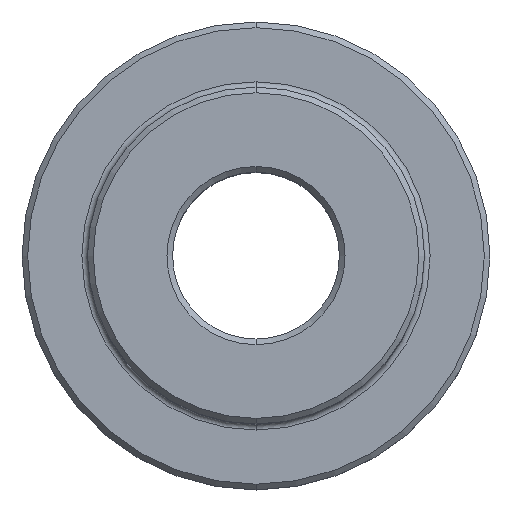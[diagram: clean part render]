
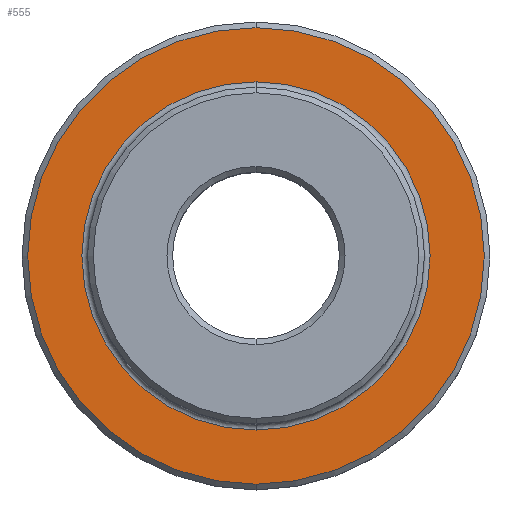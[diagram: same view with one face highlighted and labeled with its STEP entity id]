
A CAD part, top view. The second image highlights one B-rep face of the part: STEP entity #555.
In plain terms, the highlighted planar face has unit normal (0, 0, 1).
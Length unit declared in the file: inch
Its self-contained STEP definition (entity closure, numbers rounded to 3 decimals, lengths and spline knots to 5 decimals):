
#7 = AXIS2_PLACEMENT_3D ( 'NONE', #465, #514, #128 ) ;
#29 = DIRECTION ( 'NONE',  ( 0., -1., 0. ) ) ;
#32 = CARTESIAN_POINT ( 'NONE',  ( 0., -0.21345, -0.0625 ) ) ;
#36 = DIRECTION ( 'NONE',  ( 0., 0., 1. ) ) ;
#56 = EDGE_LOOP ( 'NONE', ( #143, #585 ) ) ;
#58 = DIRECTION ( 'NONE',  ( 0., -1., 0. ) ) ;
#60 = CIRCLE ( 'NONE', #243, 0.21345 ) ;
#70 = AXIS2_PLACEMENT_3D ( 'NONE', #242, #477, #58 ) ;
#80 = VERTEX_POINT ( 'NONE', #422 ) ;
#82 = CIRCLE ( 'NONE', #70, 0.1628 ) ;
#120 = CIRCLE ( 'NONE', #216, 0.21345 ) ;
#128 = DIRECTION ( 'NONE',  ( 0., -1., 0. ) ) ;
#133 = VERTEX_POINT ( 'NONE', #32 ) ;
#143 = ORIENTED_EDGE ( 'NONE', *, *, #438, .T. ) ;
#146 = AXIS2_PLACEMENT_3D ( 'NONE', #516, #331, #29 ) ;
#148 = ORIENTED_EDGE ( 'NONE', *, *, #403, .T. ) ;
#185 = EDGE_CURVE ( 'NONE', #624, #484, #359, .T. ) ;
#194 = EDGE_LOOP ( 'NONE', ( #148, #502 ) ) ;
#199 = FACE_BOUND ( 'NONE', #56, .T. ) ;
#205 = EDGE_CURVE ( 'NONE', #133, #80, #60, .T. ) ;
#216 = AXIS2_PLACEMENT_3D ( 'NONE', #602, #501, #599 ) ;
#242 = CARTESIAN_POINT ( 'NONE',  ( 0., 0., -0.0625 ) ) ;
#243 = AXIS2_PLACEMENT_3D ( 'NONE', #290, #36, #622 ) ;
#259 = FACE_OUTER_BOUND ( 'NONE', #194, .T. ) ;
#290 = CARTESIAN_POINT ( 'NONE',  ( 0., 0., -0.0625 ) ) ;
#331 = DIRECTION ( 'NONE',  ( 0., 0., -1. ) ) ;
#357 = CARTESIAN_POINT ( 'NONE',  ( 0., -0.1628, -0.0625 ) ) ;
#358 = PLANE ( 'NONE',  #7 ) ;
#359 = CIRCLE ( 'NONE', #146, 0.1628 ) ;
#403 = EDGE_CURVE ( 'NONE', #80, #133, #120, .T. ) ;
#422 = CARTESIAN_POINT ( 'NONE',  ( 0., 0.21345, -0.0625 ) ) ;
#438 = EDGE_CURVE ( 'NONE', #484, #624, #82, .T. ) ;
#465 = CARTESIAN_POINT ( 'NONE',  ( 0., -0.1575, -0.0625 ) ) ;
#477 = DIRECTION ( 'NONE',  ( 0., 0., -1. ) ) ;
#484 = VERTEX_POINT ( 'NONE', #357 ) ;
#501 = DIRECTION ( 'NONE',  ( 0., 0., 1. ) ) ;
#502 = ORIENTED_EDGE ( 'NONE', *, *, #205, .T. ) ;
#512 = CARTESIAN_POINT ( 'NONE',  ( 0., 0.1628, -0.0625 ) ) ;
#514 = DIRECTION ( 'NONE',  ( 0., 0., 1. ) ) ;
#516 = CARTESIAN_POINT ( 'NONE',  ( 0., 0., -0.0625 ) ) ;
#555 = ADVANCED_FACE ( 'NONE', ( #199, #259 ), #358, .T. ) ;
#585 = ORIENTED_EDGE ( 'NONE', *, *, #185, .T. ) ;
#599 = DIRECTION ( 'NONE',  ( 0., -1., 0. ) ) ;
#602 = CARTESIAN_POINT ( 'NONE',  ( 0., 0., -0.0625 ) ) ;
#622 = DIRECTION ( 'NONE',  ( 0., -1., 0. ) ) ;
#624 = VERTEX_POINT ( 'NONE', #512 ) ;
